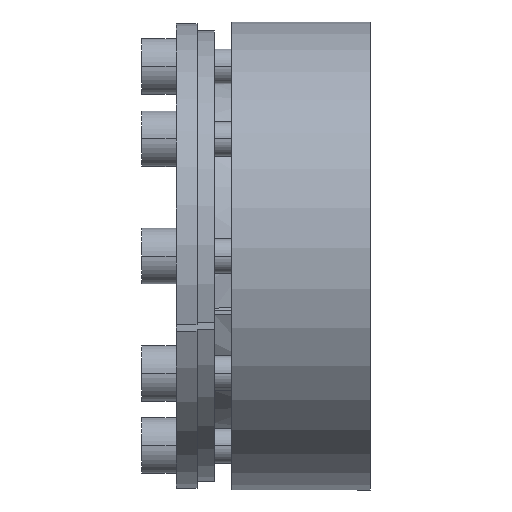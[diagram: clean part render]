
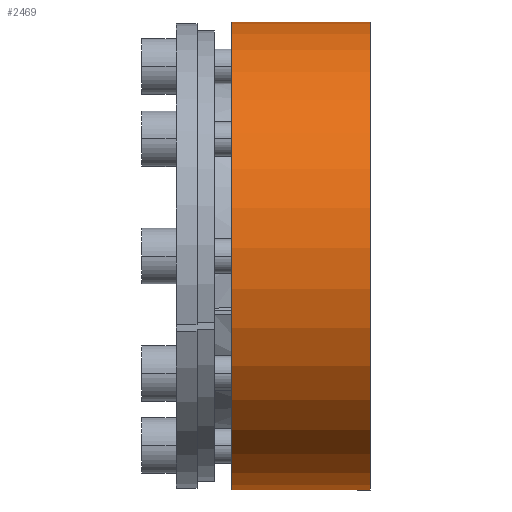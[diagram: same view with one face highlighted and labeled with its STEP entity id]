
A CAD part, front view. The second image highlights one B-rep face of the part: STEP entity #2469.
In plain terms, the highlighted cylindrical face has radius 67.5 mm (diameter 135 mm), a partial arc.
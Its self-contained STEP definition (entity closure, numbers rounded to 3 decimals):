
#1906=CARTESIAN_POINT('',(0.,0.,0.));
#1907=DIRECTION('',(-1.,0.,0.));
#1908=DIRECTION('',(0.,-0.956,-0.295));
#1909=AXIS2_PLACEMENT_3D('',#1906,#1907,#1908);
#1911=CARTESIAN_POINT('',(40.,0.,0.));
#1912=DIRECTION('',(1.,0.,0.));
#1913=DIRECTION('',(0.,-0.946,-0.323));
#1914=AXIS2_PLACEMENT_3D('',#1911,#1912,#1913);
#1916=DIRECTION('',(1.,0.,0.));
#1917=VECTOR('',#1916,40.);
#1918=CARTESIAN_POINT('',(0.,-63.88,-21.807));
#1919=LINE('',#1918,#1917);
#1944=DIRECTION('',(1.,0.,0.));
#1945=VECTOR('',#1944,40.);
#1946=CARTESIAN_POINT('',(0.,-64.498,-19.905));
#1947=LINE('',#1946,#1945);
#1980=CARTESIAN_POINT('',(0.,-64.498,-19.905));
#1981=CARTESIAN_POINT('',(0.,-63.88,-21.807));
#1982=VERTEX_POINT('',#1980);
#1983=VERTEX_POINT('',#1981);
#1992=CARTESIAN_POINT('',(40.,-63.88,-21.807));
#1993=VERTEX_POINT('',#1992);
#1994=CARTESIAN_POINT('',(40.,-64.498,-19.905));
#1995=VERTEX_POINT('',#1994);
#2456=CARTESIAN_POINT('',(-2.,0.,0.));
#2457=DIRECTION('',(1.,0.,0.));
#2458=DIRECTION('',(0.,1.,0.));
#2459=AXIS2_PLACEMENT_3D('',#2456,#2457,#2458);
#2460=CYLINDRICAL_SURFACE('',#2459,67.5);
#2461=ORIENTED_EDGE('',*,*,#2140,.T.);
#2463=ORIENTED_EDGE('',*,*,#2462,.T.);
#2464=ORIENTED_EDGE('',*,*,#2053,.T.);
#2466=ORIENTED_EDGE('',*,*,#2465,.F.);
#2467=EDGE_LOOP('',(#2461,#2463,#2464,#2466));
#2468=FACE_OUTER_BOUND('',#2467,.F.);
#2469=ADVANCED_FACE('',(#2468),#2460,.T.);
#1910=CIRCLE('',#1909,67.5);
#1915=CIRCLE('',#1914,67.5);
#2053=EDGE_CURVE('',#1993,#1995,#1915,.T.);
#2140=EDGE_CURVE('',#1982,#1983,#1910,.T.);
#2462=EDGE_CURVE('',#1983,#1993,#1919,.T.);
#2465=EDGE_CURVE('',#1982,#1995,#1947,.T.);
